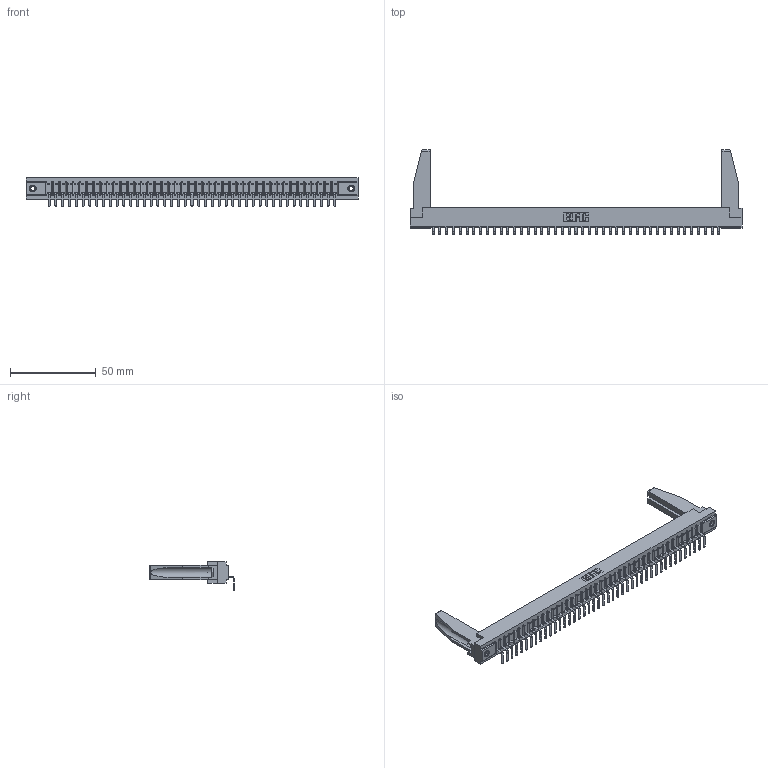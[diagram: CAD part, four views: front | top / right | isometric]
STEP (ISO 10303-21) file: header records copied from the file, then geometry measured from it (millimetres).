
FILE_DESCRIPTION (( 'STEP AP203' ), '1' );
FILE_NAME ('307-043-559-178.STEP', '2019-09-05T17:29:43', ( '' ), ( '' ), 'SwSTEP 2.0', 'SolidWorks 2016', '' );
FILE_SCHEMA (( 'CONFIG_CONTROL_DESIGN' ));
Length unit declared in the file: inch
Products named in the file (5): 307-290-001_558 559 - 1 (Single); 307-220-078; 345-250-001_345-250-001-102; 307-043-559-178; 307 Part_.156 Dia Mounting Holes
Assembly tree (48 placements, depth 2):
  307-043-559-178
    307 Part_.156 Dia Mounting Holes
    307-290-001_558 559 - 1 (Single)  x43
    307-220-078  x2
    345-250-001_345-250-001-102  x2
Bounding box: 193.4 x 49.16 x 16.8 mm (x, y, z)
Volume: 24128.4 mm3; surface area: 25471.7 mm2
Topology: 48 solids, 48 shells, 2872 faces, 8135 edges, 5238 vertices
Faces by surface type: plane 1831, cylinder 937, sphere 88, cone 12, torus 4
Entity records: 39283 total; most frequent: CARTESIAN_POINT 6618, ORIENTED_EDGE 6560, DIRECTION 6392, EDGE_CURVE 3280, LINE 2520, VECTOR 2520, VERTEX_POINT 2120, AXIS2_PLACEMENT_3D 1936
